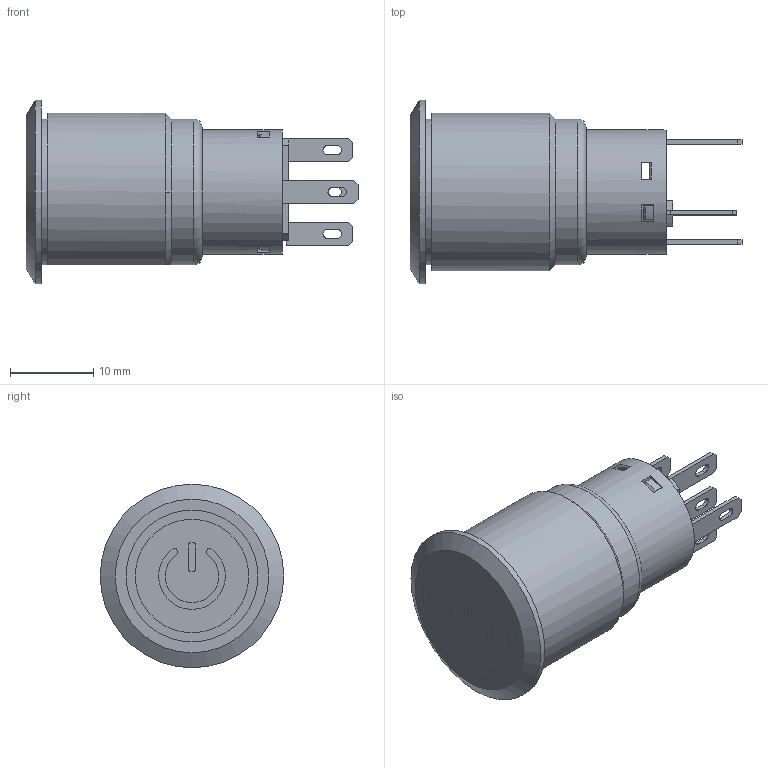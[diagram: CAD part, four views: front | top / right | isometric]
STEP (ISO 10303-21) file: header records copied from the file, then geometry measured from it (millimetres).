
FILE_DESCRIPTION(/* description */ (''),/* implementation_level */ '2;1');
FILE_NAME(/* name */ 'PV4F2B0xx-3xx-M26.stp',/* time_stamp */ '2020-06-09T17:46:42-05:00',/* author */ ('mwilliams'),/* organization */ (''),/* preprocessor_version */ 'ST-DEVELOPER v17.2',/* originating_system */ 'Autodesk Inventor 2019',/* authorisation */ '');
FILE_SCHEMA (('AUTOMOTIVE_DESIGN { 1 0 10303 214 3 1 1 }'));
Length unit declared in the file: millimetre
Products named in the file (1): PV4F2B0xx-3xx-M26
Bounding box: 39.8 x 22 x 22 mm (x, y, z)
Volume: 3551.2 mm3; surface area: 3597.4 mm2
Topology: 1 solids, 3 shells, 225 faces, 606 edges, 408 vertices
Faces by surface type: plane 159, cylinder 30, bspline 27, cone 7, torus 2
Full cylindrical faces by diameter (mm): 12.6 x1, 12.8 x1, 13.6 x1, 14.9 x1, 15 x1, 15.8 x1, 17.5 x2, 22 x1
Entity records: 7228 total; most frequent: CARTESIAN_POINT 1605, ORIENTED_EDGE 1204, DIRECTION 1051, EDGE_CURVE 602, LINE 423, VECTOR 423, VERTEX_POINT 406, AXIS2_PLACEMENT_3D 314
